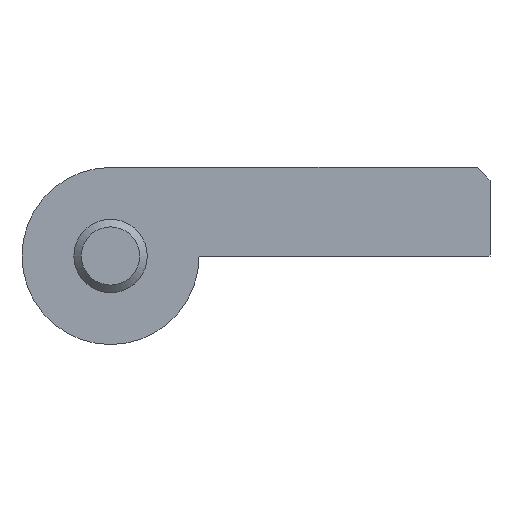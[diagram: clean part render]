
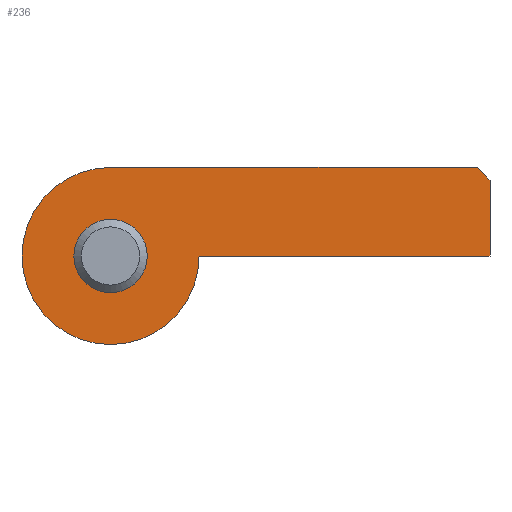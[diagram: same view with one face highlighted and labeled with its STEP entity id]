
A CAD part, front view. The second image highlights one B-rep face of the part: STEP entity #236.
In plain terms, the highlighted planar face has unit normal (0, -1, 0).
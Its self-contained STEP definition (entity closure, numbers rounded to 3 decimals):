
#22=FACE_BOUND('',#57,.T.);
#28=CIRCLE('',#266,3.5);
#29=CIRCLE('',#267,1.45);
#41=FACE_OUTER_BOUND('',#56,.T.);
#56=EDGE_LOOP('',(#169,#170,#171,#172,#173));
#57=EDGE_LOOP('',(#174));
#78=LINE('',#374,#97);
#80=LINE('',#378,#99);
#81=LINE('',#382,#100);
#82=LINE('',#383,#101);
#97=VECTOR('',#297,10.);
#99=VECTOR('',#301,10.);
#100=VECTOR('',#304,10.);
#101=VECTOR('',#305,10.);
#116=VERTEX_POINT('',#371);
#117=VERTEX_POINT('',#373);
#118=VERTEX_POINT('',#377);
#119=VERTEX_POINT('',#379);
#120=VERTEX_POINT('',#381);
#121=VERTEX_POINT('',#384);
#136=EDGE_CURVE('',#116,#117,#78,.T.);
#138=EDGE_CURVE('',#116,#118,#80,.T.);
#139=EDGE_CURVE('',#119,#118,#28,.T.);
#140=EDGE_CURVE('',#119,#120,#81,.T.);
#141=EDGE_CURVE('',#120,#117,#82,.T.);
#142=EDGE_CURVE('',#121,#121,#29,.T.);
#169=ORIENTED_EDGE('',*,*,#136,.F.);
#170=ORIENTED_EDGE('',*,*,#138,.T.);
#171=ORIENTED_EDGE('',*,*,#139,.F.);
#172=ORIENTED_EDGE('',*,*,#140,.T.);
#173=ORIENTED_EDGE('',*,*,#141,.T.);
#174=ORIENTED_EDGE('',*,*,#142,.T.);
#228=PLANE('',#265);
#236=ADVANCED_FACE('',(#41,#22),#228,.F.);
#265=AXIS2_PLACEMENT_3D('',#376,#299,#300);
#266=AXIS2_PLACEMENT_3D('',#380,#302,#303);
#267=AXIS2_PLACEMENT_3D('',#385,#306,#307);
#297=DIRECTION('',(0.707,0.,-0.707));
#299=DIRECTION('center_axis',(0.,1.,0.));
#300=DIRECTION('ref_axis',(1.,0.,0.));
#301=DIRECTION('',(-1.,0.,0.));
#302=DIRECTION('center_axis',(0.,1.,0.));
#303=DIRECTION('ref_axis',(1.,0.,0.));
#304=DIRECTION('',(1.,0.,0.));
#305=DIRECTION('',(0.,0.,1.));
#306=DIRECTION('center_axis',(0.,1.,0.));
#307=DIRECTION('ref_axis',(1.,0.,0.));
#371=CARTESIAN_POINT('',(14.5,0.,3.5));
#373=CARTESIAN_POINT('',(15.,0.,3.));
#374=CARTESIAN_POINT('',(13.313,0.,4.688));
#376=CARTESIAN_POINT('Origin',(5.75,0.,0.));
#377=CARTESIAN_POINT('',(0.,0.,3.5));
#378=CARTESIAN_POINT('',(15.,0.,3.5));
#379=CARTESIAN_POINT('',(3.5,0.,0.));
#380=CARTESIAN_POINT('Origin',(0.,0.,0.));
#381=CARTESIAN_POINT('',(15.,0.,0.));
#382=CARTESIAN_POINT('',(0.,0.,0.));
#383=CARTESIAN_POINT('',(15.,0.,0.));
#384=CARTESIAN_POINT('',(-1.45,0.,0.));
#385=CARTESIAN_POINT('Origin',(0.,0.,0.));
